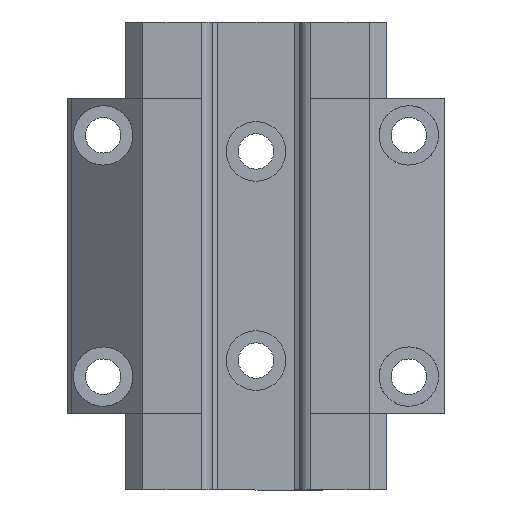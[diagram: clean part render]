
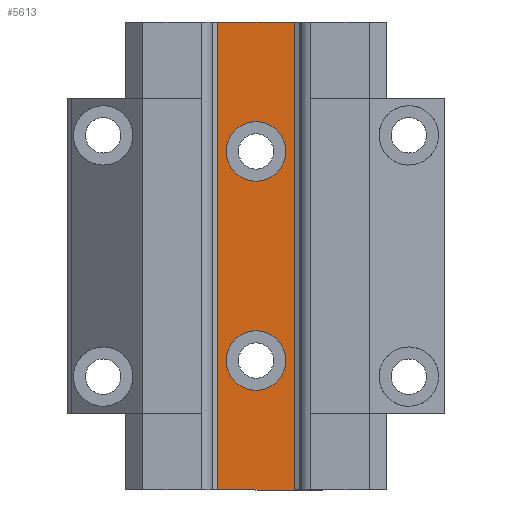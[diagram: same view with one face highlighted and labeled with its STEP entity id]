
A CAD part, front view. The second image highlights one B-rep face of the part: STEP entity #5613.
In plain terms, the highlighted planar face has unit normal (0, -1, 0).
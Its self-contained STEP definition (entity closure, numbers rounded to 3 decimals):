
#471 = VERTEX_POINT ( 'NONE', #4481 ) ;
#474 = VERTEX_POINT ( 'NONE', #4484 ) ;
#476 = VERTEX_POINT ( 'NONE', #4486 ) ;
#477 = VERTEX_POINT ( 'NONE', #4487 ) ;
#855 = EDGE_CURVE ( 'NONE', #474, #471, #4218, .T. ) ;
#875 = EDGE_CURVE ( 'NONE', #476, #477, #4258, .T. ) ;
#883 = EDGE_CURVE ( 'NONE', #11257, #11259, #4273, .T. ) ;
#1029 = EDGE_CURVE ( 'NONE', #476, #471, #6386, .T. ) ;
#1064 = EDGE_CURVE ( 'NONE', #477, #474, #6432, .T. ) ;
#1065 = EDGE_CURVE ( 'NONE', #11261, #11263, #6435, .T. ) ;
#1136 = EDGE_CURVE ( 'NONE', #11263, #11261, #6534, .T. ) ;
#1140 = EDGE_CURVE ( 'NONE', #11259, #11257, #6541, .T. ) ;
#2804 = ORIENTED_EDGE ( 'NONE', *, *, #1136, .F. ) ;
#2805 = ORIENTED_EDGE ( 'NONE', *, *, #1065, .F. ) ;
#2806 = ORIENTED_EDGE ( 'NONE', *, *, #1140, .F. ) ;
#2807 = ORIENTED_EDGE ( 'NONE', *, *, #883, .F. ) ;
#2808 = ORIENTED_EDGE ( 'NONE', *, *, #1029, .T. ) ;
#2809 = ORIENTED_EDGE ( 'NONE', *, *, #855, .F. ) ;
#2810 = ORIENTED_EDGE ( 'NONE', *, *, #1064, .F. ) ;
#2811 = ORIENTED_EDGE ( 'NONE', *, *, #875, .F. ) ;
#3464 = EDGE_LOOP ( 'NONE', ( #2808, #2809, #2810, #2811 ) ) ;
#3465 = EDGE_LOOP ( 'NONE', ( #2806, #2807 ) ) ;
#3467 = EDGE_LOOP ( 'NONE', ( #2804, #2805 ) ) ;
#4218 = LINE ( 'NONE', #5316, #4219 ) ;
#4219 = VECTOR ( 'NONE', #5317, 1000. ) ;
#4258 = LINE ( 'NONE', #5356, #4259 ) ;
#4259 = VECTOR ( 'NONE', #5357, 1000. ) ;
#4273 = CIRCLE ( 'NONE', #9838, 3.7 ) ;
#4481 = CARTESIAN_POINT ( 'NONE',  ( 7.136, -7.5, -29.1 ) ) ;
#4484 = CARTESIAN_POINT ( 'NONE',  ( 7.136, -7.5, 29.1 ) ) ;
#4486 = CARTESIAN_POINT ( 'NONE',  ( -7.136, -7.5, -29.1 ) ) ;
#4487 = CARTESIAN_POINT ( 'NONE',  ( -7.136, -7.5, 29.1 ) ) ;
#5316 = CARTESIAN_POINT ( 'NONE',  ( 7.136, -7.5, 34.92 ) ) ;
#5317 = DIRECTION ( 'NONE',  ( 0., 0., -1. ) ) ;
#5356 = CARTESIAN_POINT ( 'NONE',  ( -7.136, -7.5, 34.92 ) ) ;
#5357 = DIRECTION ( 'NONE',  ( 0., 0., 1. ) ) ;
#5375 = CARTESIAN_POINT ( 'NONE',  ( 0., -7.5, 13. ) ) ;
#5376 = DIRECTION ( 'NONE',  ( 0., -1., 0. ) ) ;
#5377 = DIRECTION ( 'NONE',  ( 0., 0., 1. ) ) ;
#5613 = ADVANCED_FACE ( 'NONE', ( #9859, #9862, #9864 ), #9212, .F. ) ;
#5838 = AXIS2_PLACEMENT_3D ( 'NONE', #7732, #7735, #7736 ) ;
#5868 = AXIS2_PLACEMENT_3D ( 'NONE', #7905, #7922, #7923 ) ;
#5869 = AXIS2_PLACEMENT_3D ( 'NONE', #7916, #7930, #7931 ) ;
#5962 = AXIS2_PLACEMENT_3D ( 'NONE', #9216, #9217, #9218 ) ;
#6386 = LINE ( 'NONE', #7638, #6387 ) ;
#6387 = VECTOR ( 'NONE', #7639, 1000. ) ;
#6428 = VECTOR ( 'NONE', #7733, 1000. ) ;
#6432 = LINE ( 'NONE', #7726, #6428 ) ;
#6435 = CIRCLE ( 'NONE', #5838, 3.7 ) ;
#6534 = CIRCLE ( 'NONE', #5868, 3.7 ) ;
#6541 = CIRCLE ( 'NONE', #5869, 3.7 ) ;
#7638 = CARTESIAN_POINT ( 'NONE',  ( 0., -7.5, -29.1 ) ) ;
#7639 = DIRECTION ( 'NONE',  ( 1., 0., 0. ) ) ;
#7726 = CARTESIAN_POINT ( 'NONE',  ( 7.136, -7.5, 29.1 ) ) ;
#7732 = CARTESIAN_POINT ( 'NONE',  ( 0., -7.5, -13. ) ) ;
#7733 = DIRECTION ( 'NONE',  ( 1., 0., 0. ) ) ;
#7735 = DIRECTION ( 'NONE',  ( 0., -1., 0. ) ) ;
#7736 = DIRECTION ( 'NONE',  ( 0., 0., 1. ) ) ;
#7905 = CARTESIAN_POINT ( 'NONE',  ( 0., -7.5, -13. ) ) ;
#7916 = CARTESIAN_POINT ( 'NONE',  ( 0., -7.5, 13. ) ) ;
#7922 = DIRECTION ( 'NONE',  ( 0., -1., 0. ) ) ;
#7923 = DIRECTION ( 'NONE',  ( 0., 0., 1. ) ) ;
#7930 = DIRECTION ( 'NONE',  ( 0., -1., 0. ) ) ;
#7931 = DIRECTION ( 'NONE',  ( 0., 0., 1. ) ) ;
#9212 = PLANE ( 'NONE',  #5962 ) ;
#9216 = CARTESIAN_POINT ( 'NONE',  ( 7.136, -7.5, 34.92 ) ) ;
#9217 = DIRECTION ( 'NONE',  ( 0., 1., 0. ) ) ;
#9218 = DIRECTION ( 'NONE',  ( 0., 0., 1. ) ) ;
#9838 = AXIS2_PLACEMENT_3D ( 'NONE', #5375, #5376, #5377 ) ;
#9859 = FACE_BOUND ( 'NONE', #3467, .T. ) ;
#9862 = FACE_BOUND ( 'NONE', #3465, .T. ) ;
#9864 = FACE_OUTER_BOUND ( 'NONE', #3464, .T. ) ;
#10751 = CARTESIAN_POINT ( 'NONE',  ( 0., -7.5, 9.3 ) ) ;
#10753 = CARTESIAN_POINT ( 'NONE',  ( 0., -7.5, 16.7 ) ) ;
#10755 = CARTESIAN_POINT ( 'NONE',  ( 0., -7.5, -16.7 ) ) ;
#10757 = CARTESIAN_POINT ( 'NONE',  ( 0., -7.5, -9.3 ) ) ;
#11257 = VERTEX_POINT ( 'NONE', #10751 ) ;
#11259 = VERTEX_POINT ( 'NONE', #10753 ) ;
#11261 = VERTEX_POINT ( 'NONE', #10755 ) ;
#11263 = VERTEX_POINT ( 'NONE', #10757 ) ;
